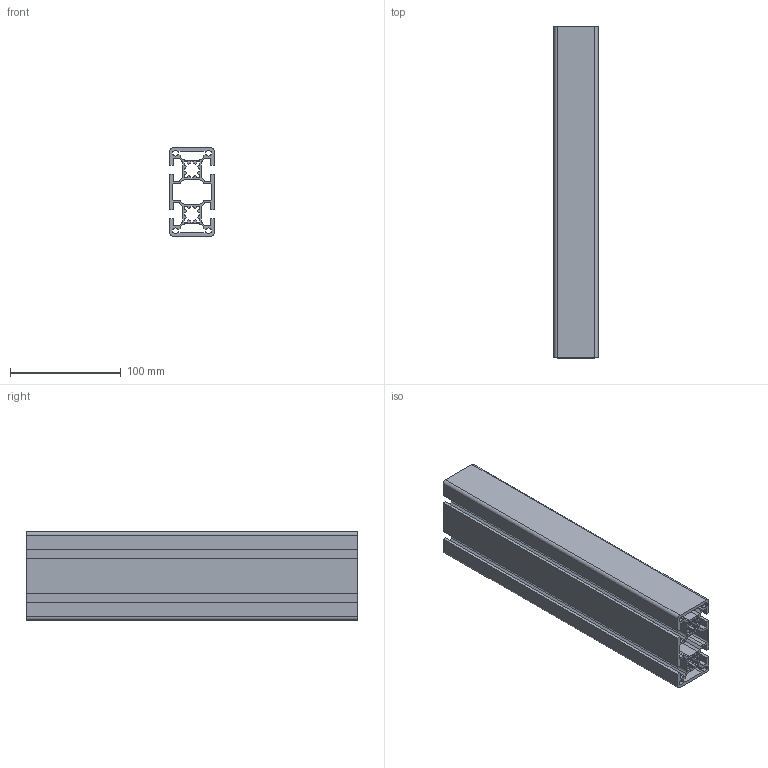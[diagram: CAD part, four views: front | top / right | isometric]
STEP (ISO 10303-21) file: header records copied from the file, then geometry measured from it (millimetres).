
FILE_DESCRIPTION (( 'STEP AP214' ), '1' );
FILE_NAME ('1727974776476.step', '2024-10-03T16:59:39', ( 'Windows User' ), ( '' ), 'SwSTEP 2.0', 'SolidWorks 2011', '' );
FILE_SCHEMA (( 'AUTOMOTIVE_DESIGN' ));
Length unit declared in the file: millimetre
Products named in the file (2): 1.11.040080.44LBPx300.00(1); 1727974776476
Assembly tree (1 placements, depth 2):
  1727974776476
    1.11.040080.44LBPx300.00(1)
Bounding box: 40 x 300 x 80 mm (x, y, z)
Volume: 294727 mm3; surface area: 256451.7 mm2
Topology: 1 solids, 1 shells, 250 faces, 744 edges, 496 vertices
Faces by surface type: plane 162, cylinder 88
Entity records: 8470 total; most frequent: CARTESIAN_POINT 1494, ORIENTED_EDGE 1488, DIRECTION 1428, EDGE_CURVE 744, LINE 568, VECTOR 568, VERTEX_POINT 496, AXIS2_PLACEMENT_3D 430
